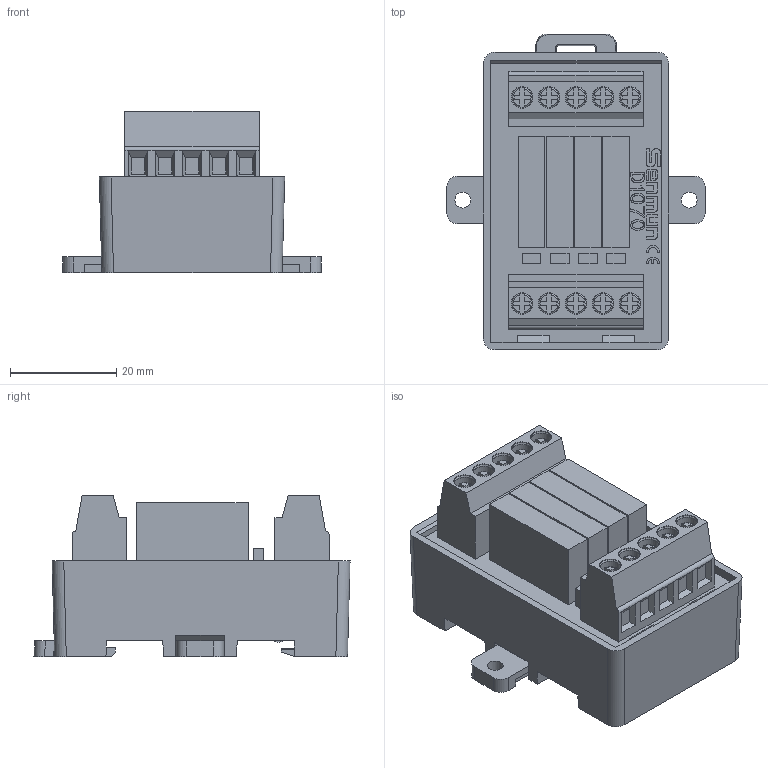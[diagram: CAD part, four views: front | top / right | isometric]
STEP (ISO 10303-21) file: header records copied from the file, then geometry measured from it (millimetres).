
FILE_DESCRIPTION(/* description */ (''),/* implementation_level */ '2;1');
FILE_NAME(/* name */ 'D1070.stp',/* time_stamp */ '2024-08-14T18:58:13+08:00',/* author */ (''),/* organization */ (''),/* preprocessor_version */ 'ST-DEVELOPER v14',/* originating_system */ 'SIEMENS PLM Software NX 8.0',/* authorisation */ '');
FILE_SCHEMA (('AUTOMOTIVE_DESIGN { 1 0 10303 214 3 1 1 1 }'));
Length unit declared in the file: millimetre
Products named in the file (1): Admi089C3F336ppe
Bounding box: 48.6 x 59.51 x 30.35 mm (x, y, z)
Volume: 41050.6 mm3; surface area: 14579.6 mm2
Topology: 3 solids, 3 shells, 649 faces, 1699 edges, 1122 vertices
Faces by surface type: plane 524, cylinder 63, torus 30, cone 20, extrusion 10, bspline 2
Full cylindrical faces by diameter (mm): 3 x2, 4.1 x20
Entity records: 21710 total; most frequent: CARTESIAN_POINT 5053, ORIENTED_EDGE 3318, DIRECTION 2948, EDGE_CURVE 1659, VECTOR 1328, LINE 1318, VERTEX_POINT 1118, AXIS2_PLACEMENT_3D 810
